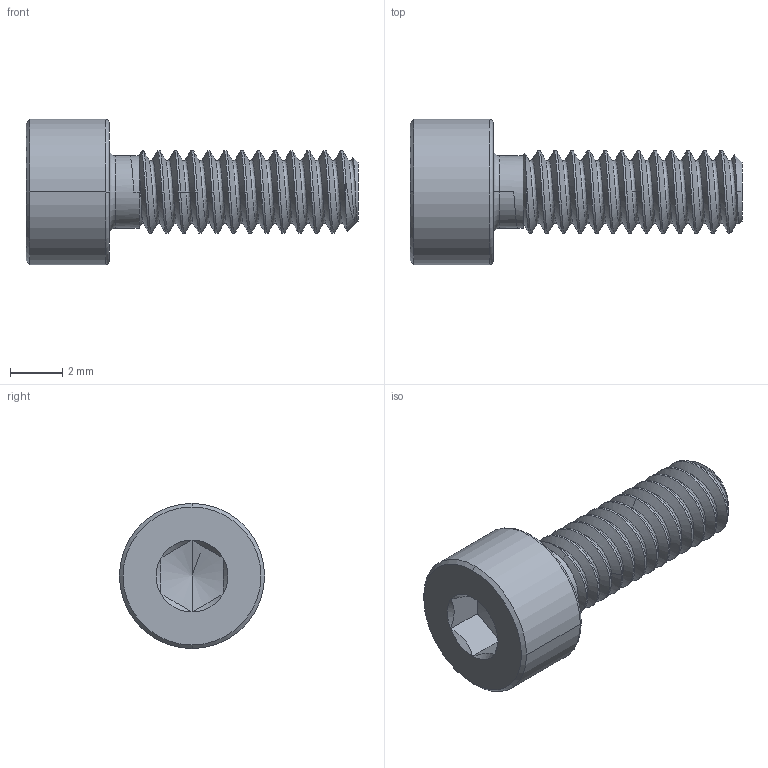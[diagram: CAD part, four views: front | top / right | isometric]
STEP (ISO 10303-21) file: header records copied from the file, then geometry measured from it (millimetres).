
FILE_DESCRIPTION((''),'2;1');
FILE_NAME('001_MACHINE_SCREW_ST_PRT_ASM','2020-02-08T',('Designer'),(''),'PRO/ENGINEER BY PARAMETRIC TECHNOLOGY CORPORATION, 2017170','PRO/ENGINEER BY PARAMETRIC TECHNOLOGY CORPORATION, 2017170','');
FILE_SCHEMA(('AUTOMOTIVE_DESIGN { 1 0 10303 214 1 1 1 1 }'));
Length unit declared in the file: inch
Products named in the file (2): 001_MACHINE_SCREW_ST_PRT_AF6; 001_MACHINE_SCREW_ST_PRT_ASM
Assembly tree (1 placements, depth 2):
  001_MACHINE_SCREW_ST_PRT_ASM
    001_MACHINE_SCREW_ST_PRT_AF6
Bounding box: 12.7 x 5.56 x 5.56 mm (x, y, z)
Volume: 126.5 mm3; surface area: 244.5 mm2
Topology: 1 solids, 1 shells, 73 faces, 170 edges, 99 vertices
Faces by surface type: cylinder 28, plane 15, cone 14, bspline 12, torus 4
Entity records: 12225 total; most frequent: CARTESIAN_POINT 6172, PROPERTY_DEFINITION 733, REPRESENTATION 732, PROPERTY_DEFINITION_REPRESENTATION 732, DESCRIPTIVE_REPRESENTATION_ITEM 487, GENERAL_PROPERTY 486, GENERAL_PROPERTY_ASSOCIATION 486, ORIENTED_EDGE 336
